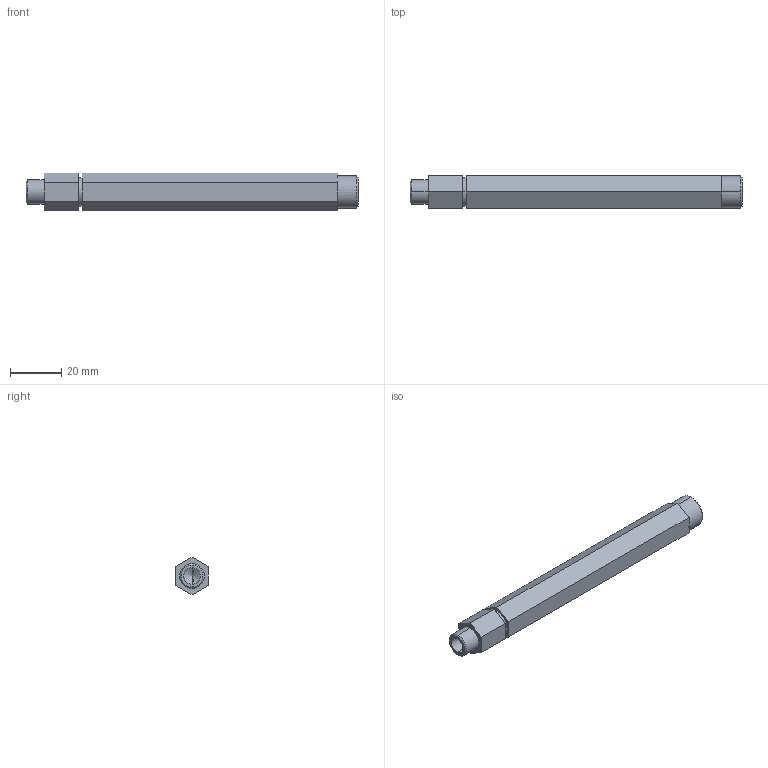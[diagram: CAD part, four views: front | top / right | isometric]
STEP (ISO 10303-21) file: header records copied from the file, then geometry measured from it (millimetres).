
FILE_DESCRIPTION (( 'STEP AP214' ), '1' );
FILE_NAME ('am-2566b Toughbox Hex Output Shaft No Pins No Dowels For AM14U5.STEP', '2022-01-07T16:38:53', ( '' ), ( '' ), 'SwSTEP 2.0', 'SolidWorks 2021', '' );
FILE_SCHEMA (( 'AUTOMOTIVE_DESIGN' ));
Length unit declared in the file: inch
Products named in the file (1): am-2566b Toughbox Hex Output Shaft No Pins No Dowels For AM14U5
Bounding box: 129.62 x 12.7 x 14.66 mm (x, y, z)
Volume: 16598.1 mm3; surface area: 6414.5 mm2
Topology: 1 solids, 1 shells, 41 faces, 94 edges, 56 vertices
Faces by surface type: plane 23, cylinder 10, cone 8
Entity records: 1158 total; most frequent: DIRECTION 204, CARTESIAN_POINT 188, ORIENTED_EDGE 180, EDGE_CURVE 90, AXIS2_PLACEMENT_3D 72, LINE 60, VECTOR 60, VERTEX_POINT 56
